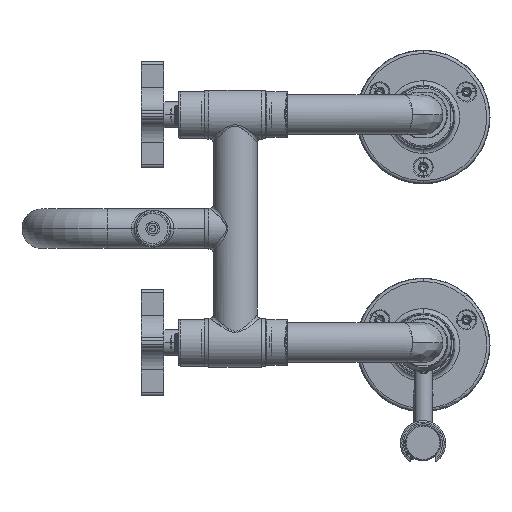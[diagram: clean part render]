
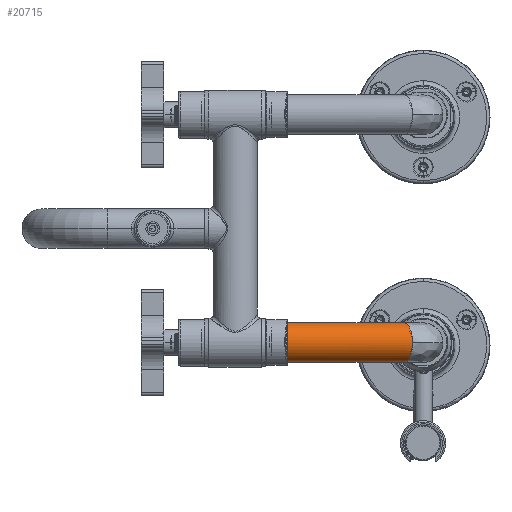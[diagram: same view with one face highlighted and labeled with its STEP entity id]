
A CAD part, top view. The second image highlights one B-rep face of the part: STEP entity #20715.
In plain terms, the highlighted cylindrical face has radius 13 mm (diameter 26 mm), a partial arc.
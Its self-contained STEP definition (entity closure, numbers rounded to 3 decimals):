
#20308=CARTESIAN_POINT('Vertex',(-7.,-150.,916.)) ;
#20321=CARTESIAN_POINT('Vertex',(-12.5,-137.,903.)) ;
#20325=CARTESIAN_POINT('Control Point',(-7.,-150.,916.)) ;
#20326=CARTESIAN_POINT('Control Point',(-7.,-147.362,916.)) ;
#20327=CARTESIAN_POINT('Control Point',(-7.283,-144.721,915.331)) ;
#20328=CARTESIAN_POINT('Control Point',(-7.85,-142.367,913.991)) ;
#20329=CARTESIAN_POINT('Control Point',(-9.073,-139.328,911.099)) ;
#20330=CARTESIAN_POINT('Control Point',(-10.617,-137.644,907.45)) ;
#20331=CARTESIAN_POINT('Control Point',(-11.235,-137.215,905.99)) ;
#20332=CARTESIAN_POINT('Control Point',(-11.867,-137.,904.495)) ;
#20333=CARTESIAN_POINT('Control Point',(-12.5,-137.,903.)) ;
#20426=CARTESIAN_POINT('Control Point',(-12.5,-163.,903.)) ;
#20427=CARTESIAN_POINT('Control Point',(-11.621,-163.,905.079)) ;
#20428=CARTESIAN_POINT('Control Point',(-10.741,-162.584,907.157)) ;
#20429=CARTESIAN_POINT('Control Point',(-9.901,-161.755,909.143)) ;
#20430=CARTESIAN_POINT('Control Point',(-8.468,-159.425,912.53)) ;
#20431=CARTESIAN_POINT('Control Point',(-7.491,-155.892,914.84)) ;
#20432=CARTESIAN_POINT('Control Point',(-7.163,-154.009,915.614)) ;
#20433=CARTESIAN_POINT('Control Point',(-7.,-152.004,916.)) ;
#20434=CARTESIAN_POINT('Control Point',(-7.,-150.,916.)) ;
#20435=CARTESIAN_POINT('Vertex',(-12.5,-163.,903.)) ;
#20672=CARTESIAN_POINT('Axis2P3D Location',(-53.367,-150.,903.)) ;
#20678=CARTESIAN_POINT('Control Point',(-99.7,-163.,903.)) ;
#20679=CARTESIAN_POINT('Control Point',(-99.7,-163.,905.042)) ;
#20680=CARTESIAN_POINT('Control Point',(-99.7,-162.599,907.084)) ;
#20681=CARTESIAN_POINT('Control Point',(-99.7,-161.797,909.021)) ;
#20682=CARTESIAN_POINT('Control Point',(-99.7,-159.476,912.476)) ;
#20683=CARTESIAN_POINT('Control Point',(-99.7,-156.021,914.797)) ;
#20684=CARTESIAN_POINT('Control Point',(-99.7,-154.084,915.599)) ;
#20685=CARTESIAN_POINT('Control Point',(-99.7,-150.,916.401)) ;
#20686=CARTESIAN_POINT('Control Point',(-99.7,-145.916,915.599)) ;
#20687=CARTESIAN_POINT('Control Point',(-99.7,-143.979,914.797)) ;
#20688=CARTESIAN_POINT('Control Point',(-99.7,-140.524,912.476)) ;
#20689=CARTESIAN_POINT('Control Point',(-99.7,-138.203,909.021)) ;
#20690=CARTESIAN_POINT('Control Point',(-99.7,-137.401,907.084)) ;
#20691=CARTESIAN_POINT('Control Point',(-99.7,-137.,905.042)) ;
#20692=CARTESIAN_POINT('Control Point',(-99.7,-137.,903.)) ;
#20693=CARTESIAN_POINT('Vertex',(-99.7,-163.,903.)) ;
#20695=CARTESIAN_POINT('Vertex',(-99.7,-137.,903.)) ;
#20698=CARTESIAN_POINT('Line Origine',(-53.367,-163.,903.)) ;
#20703=CARTESIAN_POINT('Line Origine',(-53.367,-137.,903.)) ;
#20700=VECTOR('Line Direction',#20699,1.) ;
#20705=VECTOR('Line Direction',#20704,1.) ;
#20673=DIRECTION('Axis2P3D Direction',(-1.,0.,0.)) ;
#20674=DIRECTION('Axis2P3D XDirection',(0.,-1.,0.)) ;
#20699=DIRECTION('Vector Direction',(-1.,0.,0.)) ;
#20704=DIRECTION('Vector Direction',(-1.,0.,0.)) ;
#20675=AXIS2_PLACEMENT_3D('Cylinder Axis2P3D',#20672,#20673,#20674) ;
#20701=LINE('Line',#20698,#20700) ;
#20706=LINE('Line',#20703,#20705) ;
#20676=CYLINDRICAL_SURFACE('generated cylinder',#20675,13.) ;
#20334=EDGE_CURVE('',#20309,#20322,#20324,.T.) ;
#20437=EDGE_CURVE('',#20436,#20309,#20425,.T.) ;
#20697=EDGE_CURVE('',#20694,#20696,#20677,.T.) ;
#20702=EDGE_CURVE('',#20694,#20436,#20701,.F.) ;
#20707=EDGE_CURVE('',#20696,#20322,#20706,.F.) ;
#20709=ORIENTED_EDGE('',*,*,#20697,.F.) ;
#20710=ORIENTED_EDGE('',*,*,#20702,.T.) ;
#20711=ORIENTED_EDGE('',*,*,#20437,.T.) ;
#20712=ORIENTED_EDGE('',*,*,#20334,.T.) ;
#20713=ORIENTED_EDGE('',*,*,#20707,.F.) ;
#20708=EDGE_LOOP('',(#20709,#20710,#20711,#20712,#20713)) ;
#20309=VERTEX_POINT('',#20308) ;
#20322=VERTEX_POINT('',#20321) ;
#20436=VERTEX_POINT('',#20435) ;
#20694=VERTEX_POINT('',#20693) ;
#20696=VERTEX_POINT('',#20695) ;
#20715=ADVANCED_FACE('Product3_AllCATPart.1\\ZA00386.1\\P30560.2\\PartBody',(#20714),#20676,.T.) ;
#20324=B_SPLINE_CURVE_WITH_KNOTS('',5,(#20325,#20326,#20327,#20328,#20329,#20330,#20331,#20332,#20333),.UNSPECIFIED.,.F.,.U.,(6,3,6),(30.13,44.618,53.535),.UNSPECIFIED.) ;
#20425=B_SPLINE_CURVE_WITH_KNOTS('',5,(#20426,#20427,#20428,#20429,#20430,#20431,#20432,#20433,#20434),.UNSPECIFIED.,.F.,.U.,(6,3,6),(0.,12.35,23.317),.UNSPECIFIED.) ;
#20677=B_SPLINE_CURVE_WITH_KNOTS('',5,(#20678,#20679,#20680,#20681,#20682,#20683,#20684,#20685,#20686,#20687,#20688,#20689,#20690,#20691,#20692),.UNSPECIFIED.,.F.,.U.,(6,3,3,3,6),(-20.42,-10.21,0.,10.21,20.42),.UNSPECIFIED.) ;
#20714=FACE_OUTER_BOUND('',#20708,.T.) ;
